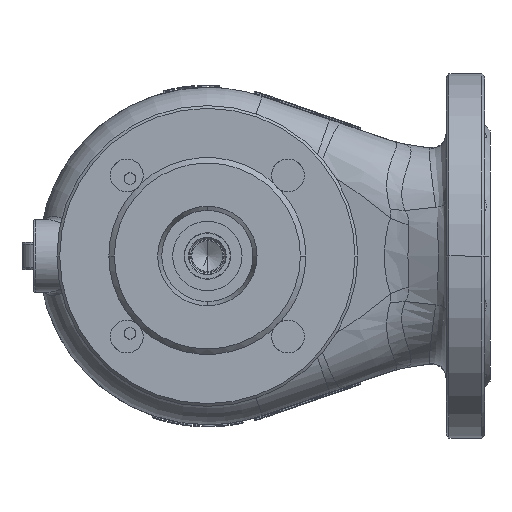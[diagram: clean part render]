
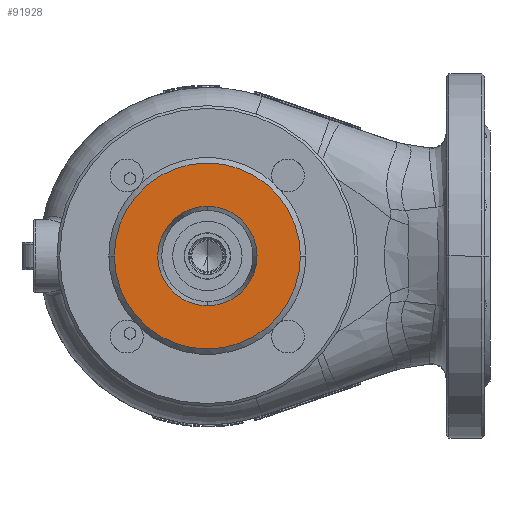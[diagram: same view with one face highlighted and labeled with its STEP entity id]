
A CAD part, front view. The second image highlights one B-rep face of the part: STEP entity #91928.
In plain terms, the highlighted planar face has unit normal (0, -1, 0).
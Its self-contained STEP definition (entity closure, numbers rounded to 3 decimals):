
#11841 = DIRECTION ( 'NONE',  ( 0., 1., 0. ) ) ;
#11842 = AXIS2_PLACEMENT_3D ( 'NONE', #11878, #11841, #11922 ) ;
#11876 = PLANE ( 'NONE',  #11944 ) ;
#11877 = CIRCLE ( 'NONE', #11842, 27.25 ) ;
#11878 = CARTESIAN_POINT ( 'NONE',  ( 0., -99.4, 0. ) ) ;
#11881 = FACE_OUTER_BOUND ( 'NONE', #91933, .T. ) ;
#11882 = FACE_BOUND ( 'NONE', #91929, .T. ) ;
#11900 = DIRECTION ( 'NONE',  ( -1., 0., 0. ) ) ;
#11901 = DIRECTION ( 'NONE',  ( 0., 1., 0. ) ) ;
#11902 = CARTESIAN_POINT ( 'NONE',  ( 0., -99.4, 0. ) ) ;
#11922 = DIRECTION ( 'NONE',  ( 0., 0., -1. ) ) ;
#11944 = AXIS2_PLACEMENT_3D ( 'NONE', #11902, #11901, #11900 ) ;
#24607 = CARTESIAN_POINT ( 'NONE',  ( 51., -99.4, 0. ) ) ;
#36565 = DIRECTION ( 'NONE',  ( -1., 0., 0. ) ) ;
#36566 = DIRECTION ( 'NONE',  ( 0., 1., 0. ) ) ;
#36567 = CARTESIAN_POINT ( 'NONE',  ( 0., -99.4, 0. ) ) ;
#36568 = AXIS2_PLACEMENT_3D ( 'NONE', #36567, #36566, #36565 ) ;
#36569 = CIRCLE ( 'NONE', #36568, 51. ) ;
#38378 = CARTESIAN_POINT ( 'NONE',  ( 0., -99.4, 27.25 ) ) ;
#38381 = DIRECTION ( 'NONE',  ( 0., 0., -1. ) ) ;
#38383 = DIRECTION ( 'NONE',  ( 0., 1., 0. ) ) ;
#38385 = CARTESIAN_POINT ( 'NONE',  ( 0., -99.4, 0. ) ) ;
#38387 = AXIS2_PLACEMENT_3D ( 'NONE', #38385, #38383, #38381 ) ;
#38427 = CIRCLE ( 'NONE', #38387, 27.25 ) ;
#38431 = CARTESIAN_POINT ( 'NONE',  ( 0., -99.4, -27.25 ) ) ;
#70681 = VERTEX_POINT ( 'NONE', #105159 ) ;
#70683 = EDGE_CURVE ( 'NONE', #70681, #71059, #105155, .T. ) ;
#71059 = VERTEX_POINT ( 'NONE', #24607 ) ;
#80826 = ORIENTED_EDGE ( 'NONE', *, *, #80827, .F. ) ;
#80827 = EDGE_CURVE ( 'NONE', #71059, #70681, #36569, .T. ) ;
#81252 = VERTEX_POINT ( 'NONE', #38431 ) ;
#81254 = EDGE_CURVE ( 'NONE', #81256, #81252, #38427, .T. ) ;
#81256 = VERTEX_POINT ( 'NONE', #38378 ) ;
#91928 = ADVANCED_FACE ( 'NONE', ( #11882, #11881 ), #11876, .F. ) ;
#91929 = EDGE_LOOP ( 'NONE', ( #91930, #91931 ) ) ;
#91930 = ORIENTED_EDGE ( 'NONE', *, *, #81254, .T. ) ;
#91931 = ORIENTED_EDGE ( 'NONE', *, *, #91932, .T. ) ;
#91932 = EDGE_CURVE ( 'NONE', #81252, #81256, #11877, .T. ) ;
#91933 = EDGE_LOOP ( 'NONE', ( #91934, #80826 ) ) ;
#91934 = ORIENTED_EDGE ( 'NONE', *, *, #70683, .F. ) ;
#105148 = DIRECTION ( 'NONE',  ( -1., 0., 0. ) ) ;
#105150 = DIRECTION ( 'NONE',  ( 0., 1., 0. ) ) ;
#105152 = CARTESIAN_POINT ( 'NONE',  ( 0., -99.4, 0. ) ) ;
#105154 = AXIS2_PLACEMENT_3D ( 'NONE', #105152, #105150, #105148 ) ;
#105155 = CIRCLE ( 'NONE', #105154, 51. ) ;
#105159 = CARTESIAN_POINT ( 'NONE',  ( -51., -99.4, 0. ) ) ;
